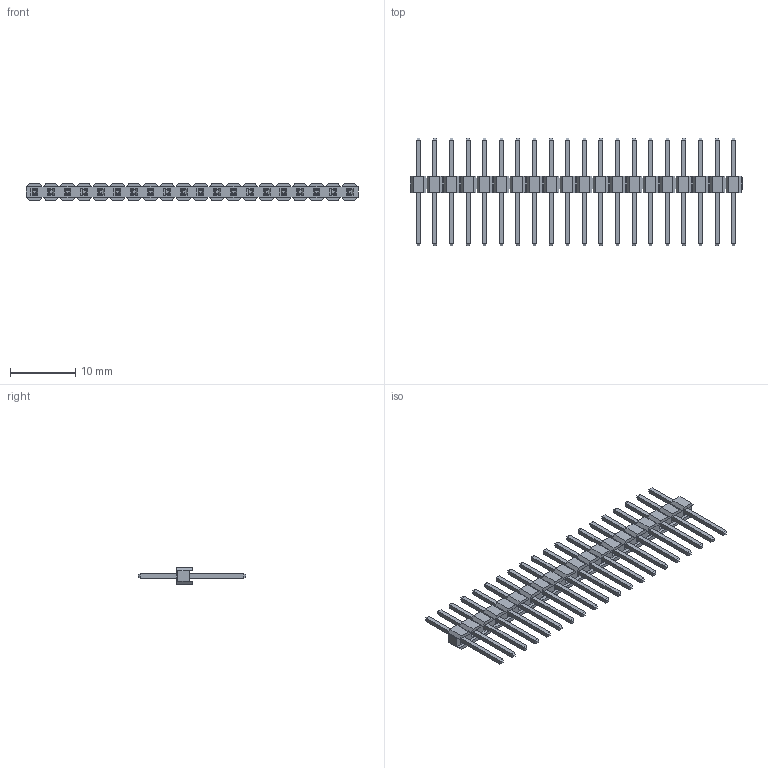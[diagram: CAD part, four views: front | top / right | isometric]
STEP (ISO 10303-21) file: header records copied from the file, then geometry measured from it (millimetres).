
FILE_DESCRIPTION (( 'STEP AP203' ), '1' );
FILE_NAME ('_ _ _C020SACN-RC.STEP', '2016-11-02T05:55:26', ( 'LUANN HERRING' ), ( 'SULLINS' ), 'SwSTEP 2.0', 'SolidWorks 2015', '' );
FILE_SCHEMA (( 'CONFIG_CONTROL_DESIGN' ));
Length unit declared in the file: inch
Products named in the file (2): _ _ _C020SACN-RC
Bounding box: 50.8 x 16.47 x 2.54 mm (x, y, z)
Volume: 366.6 mm3; surface area: 1519 mm2
Topology: 21 solids, 21 shells, 766 faces, 1772 edges, 1048 vertices
Faces by surface type: plane 766
Entity records: 20913 total; most frequent: CARTESIAN_POINT 3588, ORIENTED_EDGE 3544, DIRECTION 3308, EDGE_CURVE 1772, LINE 1772, VECTOR 1772, VERTEX_POINT 1048, EDGE_LOOP 806
